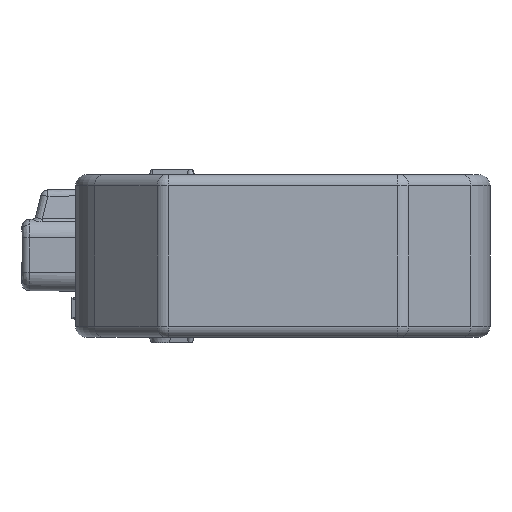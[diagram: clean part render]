
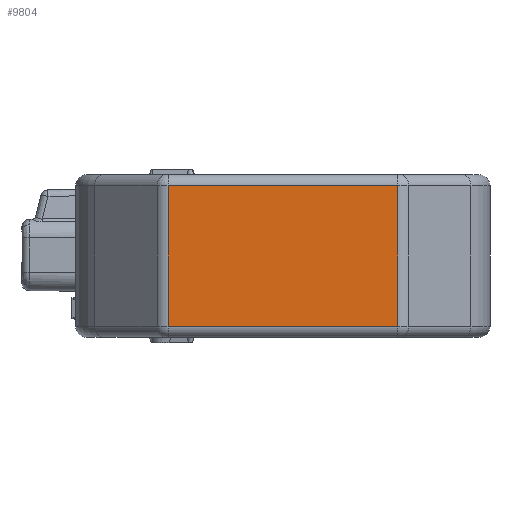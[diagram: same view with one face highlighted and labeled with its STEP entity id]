
A CAD part, front view. The second image highlights one B-rep face of the part: STEP entity #9804.
In plain terms, the highlighted planar face has unit normal (0, -1, 0).
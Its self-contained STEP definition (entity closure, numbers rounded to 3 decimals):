
#205 = EDGE_LOOP ( 'NONE', ( #7921, #7922, #7919, #7920 ) ) ;
#807 = VERTEX_POINT ( 'NONE', #1414 ) ;
#871 = VERTEX_POINT ( 'NONE', #1478 ) ;
#915 = VERTEX_POINT ( 'NONE', #1522 ) ;
#932 = VERTEX_POINT ( 'NONE', #1539 ) ;
#1414 = CARTESIAN_POINT ( 'NONE',  ( -32., -82.5, -13. ) ) ;
#1478 = CARTESIAN_POINT ( 'NONE',  ( 30., -82.5, 25. ) ) ;
#1522 = CARTESIAN_POINT ( 'NONE',  ( -32., -82.5, 25. ) ) ;
#1539 = CARTESIAN_POINT ( 'NONE',  ( 30., -82.5, -13. ) ) ;
#2389 = AXIS2_PLACEMENT_3D ( 'NONE', #9352, #9357, #9358 ) ;
#2764 = EDGE_CURVE ( 'NONE', #871, #915, #4749, .T. ) ;
#2828 = EDGE_CURVE ( 'NONE', #871, #932, #4820, .T. ) ;
#2830 = EDGE_CURVE ( 'NONE', #915, #807, #4837, .T. ) ;
#3000 = VECTOR ( 'NONE', #9178, 1000. ) ;
#3007 = LINE ( 'NONE', #9166, #3000 ) ;
#3067 = FACE_OUTER_BOUND ( 'NONE', #205, .T. ) ;
#4740 = VECTOR ( 'NONE', #8385, 1000. ) ;
#4749 = LINE ( 'NONE', #8379, #4740 ) ;
#4817 = VECTOR ( 'NONE', #8561, 1000. ) ;
#4820 = LINE ( 'NONE', #8560, #4817 ) ;
#4837 = LINE ( 'NONE', #8553, #4841 ) ;
#4841 = VECTOR ( 'NONE', #8565, 1000. ) ;
#7208 = EDGE_CURVE ( 'NONE', #807, #932, #3007, .T. ) ;
#7919 = ORIENTED_EDGE ( 'NONE', *, *, #2828, .F. ) ;
#7920 = ORIENTED_EDGE ( 'NONE', *, *, #2764, .T. ) ;
#7921 = ORIENTED_EDGE ( 'NONE', *, *, #2830, .T. ) ;
#7922 = ORIENTED_EDGE ( 'NONE', *, *, #7208, .T. ) ;
#8379 = CARTESIAN_POINT ( 'NONE',  ( -32., -82.5, 25. ) ) ;
#8385 = DIRECTION ( 'NONE',  ( -1., 0., 0. ) ) ;
#8553 = CARTESIAN_POINT ( 'NONE',  ( -32., -82.5, 28. ) ) ;
#8560 = CARTESIAN_POINT ( 'NONE',  ( 30., -82.5, 28. ) ) ;
#8561 = DIRECTION ( 'NONE',  ( 0., 0., -1. ) ) ;
#8565 = DIRECTION ( 'NONE',  ( 0., 0., -1. ) ) ;
#9166 = CARTESIAN_POINT ( 'NONE',  ( 30., -82.5, -13. ) ) ;
#9178 = DIRECTION ( 'NONE',  ( 1., 0., 0. ) ) ;
#9352 = CARTESIAN_POINT ( 'NONE',  ( -32., -82.5, 28. ) ) ;
#9354 = PLANE ( 'NONE',  #2389 ) ;
#9357 = DIRECTION ( 'NONE',  ( 0., 1., 0. ) ) ;
#9358 = DIRECTION ( 'NONE',  ( 0., 0., 1. ) ) ;
#9804 = ADVANCED_FACE ( 'NONE', ( #3067 ), #9354, .F. ) ;
